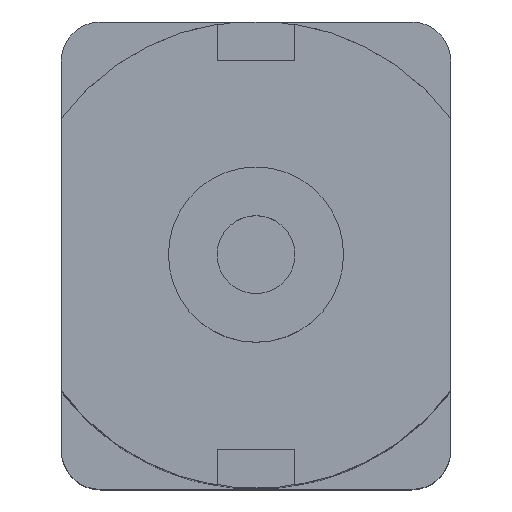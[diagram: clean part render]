
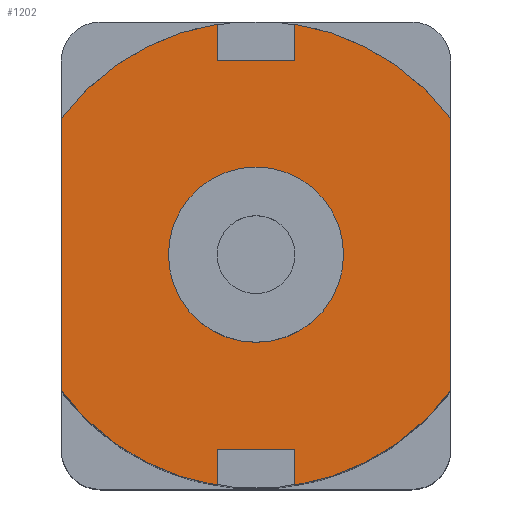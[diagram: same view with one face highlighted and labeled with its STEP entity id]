
A CAD part, top view. The second image highlights one B-rep face of the part: STEP entity #1202.
In plain terms, the highlighted planar face has unit normal (0, 0, 1).
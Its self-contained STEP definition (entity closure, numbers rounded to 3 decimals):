
#51=FACE_BOUND('',#135,.T.);
#63=FACE_OUTER_BOUND('',#134,.T.);
#134=EDGE_LOOP('',(#762,#763,#764,#765,#766,#767,#768,#769,#770,#771,#772,
#773));
#135=EDGE_LOOP('',(#774));
#217=CIRCLE('',#1296,6.25);
#218=CIRCLE('',#1297,6.25);
#219=CIRCLE('',#1298,6.25);
#220=CIRCLE('',#1299,6.25);
#221=CIRCLE('',#1300,2.25);
#275=LINE('',#1793,#380);
#276=LINE('',#1795,#381);
#277=LINE('',#1799,#382);
#278=LINE('',#1803,#383);
#279=LINE('',#1805,#384);
#280=LINE('',#1807,#385);
#281=LINE('',#1811,#386);
#282=LINE('',#1814,#387);
#380=VECTOR('',#1428,10.);
#381=VECTOR('',#1429,10.);
#382=VECTOR('',#1432,10.);
#383=VECTOR('',#1435,10.);
#384=VECTOR('',#1436,10.);
#385=VECTOR('',#1437,10.);
#386=VECTOR('',#1440,10.);
#387=VECTOR('',#1443,10.);
#485=VERTEX_POINT('',#1791);
#486=VERTEX_POINT('',#1792);
#487=VERTEX_POINT('',#1794);
#488=VERTEX_POINT('',#1796);
#489=VERTEX_POINT('',#1798);
#490=VERTEX_POINT('',#1800);
#491=VERTEX_POINT('',#1802);
#492=VERTEX_POINT('',#1804);
#493=VERTEX_POINT('',#1806);
#494=VERTEX_POINT('',#1808);
#495=VERTEX_POINT('',#1810);
#496=VERTEX_POINT('',#1812);
#497=VERTEX_POINT('',#1815);
#595=EDGE_CURVE('',#485,#486,#275,.T.);
#596=EDGE_CURVE('',#487,#485,#276,.T.);
#597=EDGE_CURVE('',#488,#487,#217,.T.);
#598=EDGE_CURVE('',#489,#488,#277,.T.);
#599=EDGE_CURVE('',#490,#489,#218,.T.);
#600=EDGE_CURVE('',#491,#490,#278,.T.);
#601=EDGE_CURVE('',#492,#491,#279,.T.);
#602=EDGE_CURVE('',#493,#492,#280,.T.);
#603=EDGE_CURVE('',#494,#493,#219,.T.);
#604=EDGE_CURVE('',#495,#494,#281,.T.);
#605=EDGE_CURVE('',#496,#495,#220,.T.);
#606=EDGE_CURVE('',#486,#496,#282,.T.);
#607=EDGE_CURVE('',#497,#497,#221,.T.);
#762=ORIENTED_EDGE('',*,*,#595,.F.);
#763=ORIENTED_EDGE('',*,*,#596,.F.);
#764=ORIENTED_EDGE('',*,*,#597,.F.);
#765=ORIENTED_EDGE('',*,*,#598,.F.);
#766=ORIENTED_EDGE('',*,*,#599,.F.);
#767=ORIENTED_EDGE('',*,*,#600,.F.);
#768=ORIENTED_EDGE('',*,*,#601,.F.);
#769=ORIENTED_EDGE('',*,*,#602,.F.);
#770=ORIENTED_EDGE('',*,*,#603,.F.);
#771=ORIENTED_EDGE('',*,*,#604,.F.);
#772=ORIENTED_EDGE('',*,*,#605,.F.);
#773=ORIENTED_EDGE('',*,*,#606,.F.);
#774=ORIENTED_EDGE('',*,*,#607,.T.);
#1096=PLANE('',#1295);
#1202=ADVANCED_FACE('',(#63,#51),#1096,.F.);
#1295=AXIS2_PLACEMENT_3D('',#1790,#1426,#1427);
#1296=AXIS2_PLACEMENT_3D('',#1797,#1430,#1431);
#1297=AXIS2_PLACEMENT_3D('',#1801,#1433,#1434);
#1298=AXIS2_PLACEMENT_3D('',#1809,#1438,#1439);
#1299=AXIS2_PLACEMENT_3D('',#1813,#1441,#1442);
#1300=AXIS2_PLACEMENT_3D('',#1816,#1444,#1445);
#1426=DIRECTION('center_axis',(0.,0.,-1.));
#1427=DIRECTION('ref_axis',(-1.,0.,0.));
#1428=DIRECTION('',(1.,0.,0.));
#1429=DIRECTION('',(0.,-1.,0.));
#1430=DIRECTION('center_axis',(0.,0.,-1.));
#1431=DIRECTION('ref_axis',(-0.8,0.6,0.));
#1432=DIRECTION('',(0.,1.,0.));
#1433=DIRECTION('center_axis',(0.,0.,-1.));
#1434=DIRECTION('ref_axis',(-0.16,-0.987,0.));
#1435=DIRECTION('',(0.,-1.,0.));
#1436=DIRECTION('',(-1.,0.,0.));
#1437=DIRECTION('',(0.,1.,0.));
#1438=DIRECTION('center_axis',(0.,0.,-1.));
#1439=DIRECTION('ref_axis',(0.8,-0.6,0.));
#1440=DIRECTION('',(0.,-1.,0.));
#1441=DIRECTION('center_axis',(0.,0.,-1.));
#1442=DIRECTION('ref_axis',(0.16,0.987,0.));
#1443=DIRECTION('',(0.,1.,0.));
#1444=DIRECTION('center_axis',(0.,0.,-1.));
#1445=DIRECTION('ref_axis',(1.,0.,0.));
#1790=CARTESIAN_POINT('Origin',(0.,0.,-1.));
#1791=CARTESIAN_POINT('',(-1.,5.,-1.));
#1792=CARTESIAN_POINT('',(1.,5.,-1.));
#1793=CARTESIAN_POINT('',(-1.,5.,-1.));
#1794=CARTESIAN_POINT('',(-1.,5.919,-1.));
#1795=CARTESIAN_POINT('',(-1.,5.919,-1.));
#1796=CARTESIAN_POINT('',(-5.,3.5,-1.));
#1797=CARTESIAN_POINT('Origin',(0.,-0.25,-1.));
#1798=CARTESIAN_POINT('',(-5.,-3.5,-1.));
#1799=CARTESIAN_POINT('',(-5.,-3.5,-1.));
#1800=CARTESIAN_POINT('',(-1.,-5.919,-1.));
#1801=CARTESIAN_POINT('Origin',(0.,0.25,-1.));
#1802=CARTESIAN_POINT('',(-1.,-5.,-1.));
#1803=CARTESIAN_POINT('',(-1.,-5.,-1.));
#1804=CARTESIAN_POINT('',(1.,-5.,-1.));
#1805=CARTESIAN_POINT('',(1.,-5.,-1.));
#1806=CARTESIAN_POINT('',(1.,-5.919,-1.));
#1807=CARTESIAN_POINT('',(1.,-5.919,-1.));
#1808=CARTESIAN_POINT('',(5.,-3.5,-1.));
#1809=CARTESIAN_POINT('Origin',(0.,0.25,-1.));
#1810=CARTESIAN_POINT('',(5.,3.5,-1.));
#1811=CARTESIAN_POINT('',(5.,3.5,-1.));
#1812=CARTESIAN_POINT('',(1.,5.919,-1.));
#1813=CARTESIAN_POINT('Origin',(0.,-0.25,-1.));
#1814=CARTESIAN_POINT('',(1.,5.,-1.));
#1815=CARTESIAN_POINT('',(-2.25,0.,-1.));
#1816=CARTESIAN_POINT('Origin',(0.,0.,-1.));
